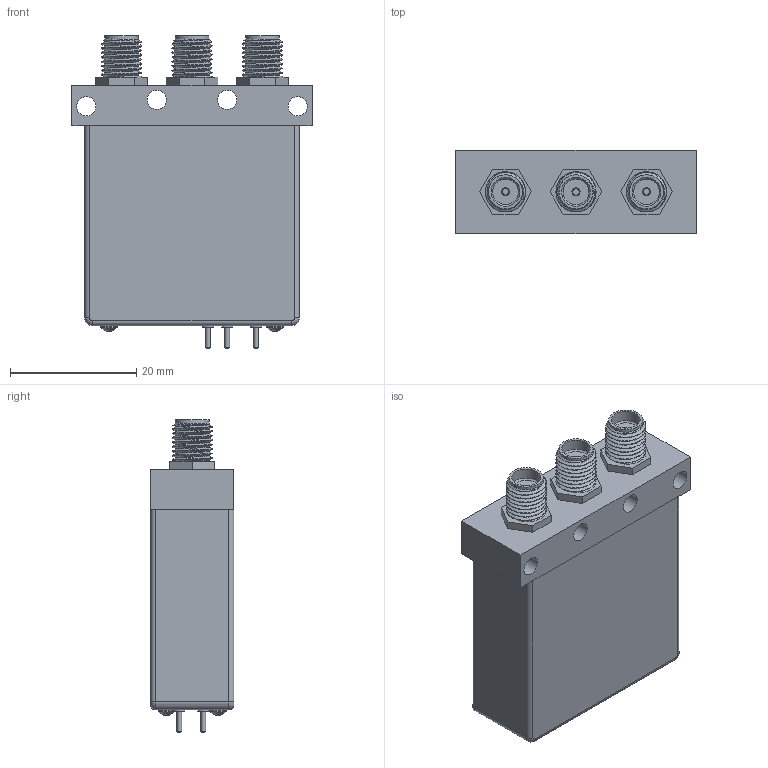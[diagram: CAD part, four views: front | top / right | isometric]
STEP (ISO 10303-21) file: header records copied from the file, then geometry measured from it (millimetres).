
FILE_DESCRIPTION (( 'STEP AP203' ), '1' );
FILE_NAME ('PE71S6055_3D.step', '2022-04-12T14:37:47', ( '' ), ( '' ), 'SwSTEP 2.0', 'SolidWorks 2021', '' );
FILE_SCHEMA (( 'CONFIG_CONTROL_DESIGN' ));
Products named in the file (1): PE71S6055_3D
Bounding box: 38.1 x 13.26 x 49.53 mm (x, y, z)
Volume: 17672.2 mm3; surface area: 5905.4 mm2
Topology: 1 solids, 1 shells, 1044 faces, 2762 edges, 1837 vertices
Faces by surface type: plane 616, bspline 293, cylinder 119, cone 12, torus 4
Full cylindrical faces by diameter (mm): 0.387 x1, 0.397 x1, 0.762 x12, 1.016 x3, 1.27 x3, 1.778 x6, 2.652 x2, 3.048 x4, 4.572 x3, 5.385 x3
Entity records: 50252 total; most frequent: CARTESIAN_POINT 26420, ORIENTED_EDGE 5392, DIRECTION 3819, EDGE_CURVE 2696, VERTEX_POINT 1825, VECTOR 1809, LINE 1809, EDGE_LOOP 1223
